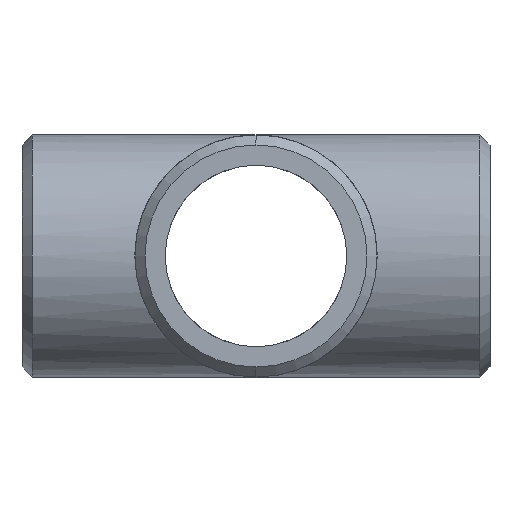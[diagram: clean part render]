
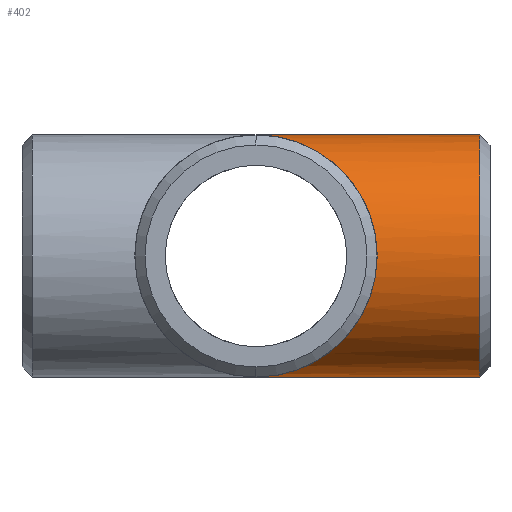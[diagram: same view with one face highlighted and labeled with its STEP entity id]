
A CAD part, left-side view. The second image highlights one B-rep face of the part: STEP entity #402.
In plain terms, the highlighted cylindrical face has radius 44.5 mm (diameter 89 mm), a partial arc.
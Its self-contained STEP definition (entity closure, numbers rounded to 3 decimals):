
#71 = EDGE_CURVE ( 'NONE', #130, #798, #470, .T. ) ;
#86 =( BOUNDED_CURVE ( )  B_SPLINE_CURVE ( 3, ( #343, #413, #733, #286 ),
 .UNSPECIFIED., .F., .T. ) 
 B_SPLINE_CURVE_WITH_KNOTS ( ( 4, 4 ),
 ( 4.712, 7.854 ),
 .UNSPECIFIED. ) 
 CURVE ( )  GEOMETRIC_REPRESENTATION_ITEM ( )  RATIONAL_B_SPLINE_CURVE ( ( 1., 0.333, 0.333, 1. ) ) 
 REPRESENTATION_ITEM ( '' )  );
#92 = VECTOR ( 'NONE', #290, 1000. ) ;
#114 = CARTESIAN_POINT ( 'NONE',  ( 0., -82.29, -44.5 ) ) ;
#130 = VERTEX_POINT ( 'NONE', #114 ) ;
#164 = DIRECTION ( 'NONE',  ( 0., 0., -1. ) ) ;
#165 = ORIENTED_EDGE ( 'NONE', *, *, #531, .F. ) ;
#175 = CARTESIAN_POINT ( 'NONE',  ( 0., 0., 44.5 ) ) ;
#178 = ORIENTED_EDGE ( 'NONE', *, *, #71, .F. ) ;
#228 = CARTESIAN_POINT ( 'NONE',  ( 0., -86., 44.5 ) ) ;
#231 = LINE ( 'NONE', #228, #92 ) ;
#258 = ORIENTED_EDGE ( 'NONE', *, *, #564, .T. ) ;
#286 = CARTESIAN_POINT ( 'NONE',  ( 0., 0., 44.5 ) ) ;
#290 = DIRECTION ( 'NONE',  ( 0., 1., 0. ) ) ;
#291 = DIRECTION ( 'NONE',  ( 0., 1., 0. ) ) ;
#333 = AXIS2_PLACEMENT_3D ( 'NONE', #726, #548, #164 ) ;
#343 = CARTESIAN_POINT ( 'NONE',  ( 0., 0., -44.5 ) ) ;
#344 = CARTESIAN_POINT ( 'NONE',  ( 0., -86., -44.5 ) ) ;
#388 = AXIS2_PLACEMENT_3D ( 'NONE', #784, #291, #549 ) ;
#402 = ADVANCED_FACE ( 'NONE', ( #720 ), #533, .T. ) ;
#413 = CARTESIAN_POINT ( 'NONE',  ( -89., -89., -44.5 ) ) ;
#462 = ORIENTED_EDGE ( 'NONE', *, *, #542, .T. ) ;
#470 = LINE ( 'NONE', #344, #474 ) ;
#474 = VECTOR ( 'NONE', #596, 1000. ) ;
#494 = CARTESIAN_POINT ( 'NONE',  ( 0., 0., -44.5 ) ) ;
#518 = EDGE_LOOP ( 'NONE', ( #258, #462, #165, #178 ) ) ;
#531 = EDGE_CURVE ( 'NONE', #798, #580, #86, .T. ) ;
#533 = CYLINDRICAL_SURFACE ( 'NONE', #388, 44.5 ) ;
#542 = EDGE_CURVE ( 'NONE', #550, #580, #231, .T. ) ;
#548 = DIRECTION ( 'NONE',  ( 0., 1., 0. ) ) ;
#549 = DIRECTION ( 'NONE',  ( 0., 0., -1. ) ) ;
#550 = VERTEX_POINT ( 'NONE', #738 ) ;
#564 = EDGE_CURVE ( 'NONE', #130, #550, #687, .T. ) ;
#580 = VERTEX_POINT ( 'NONE', #175 ) ;
#596 = DIRECTION ( 'NONE',  ( 0., 1., 0. ) ) ;
#687 = CIRCLE ( 'NONE', #333, 44.5 ) ;
#720 = FACE_OUTER_BOUND ( 'NONE', #518, .T. ) ;
#726 = CARTESIAN_POINT ( 'NONE',  ( 0., -82.29, 0. ) ) ;
#733 = CARTESIAN_POINT ( 'NONE',  ( -89., -89., 44.5 ) ) ;
#738 = CARTESIAN_POINT ( 'NONE',  ( 0., -82.29, 44.5 ) ) ;
#784 = CARTESIAN_POINT ( 'NONE',  ( 0., -86., 0. ) ) ;
#798 = VERTEX_POINT ( 'NONE', #494 ) ;
